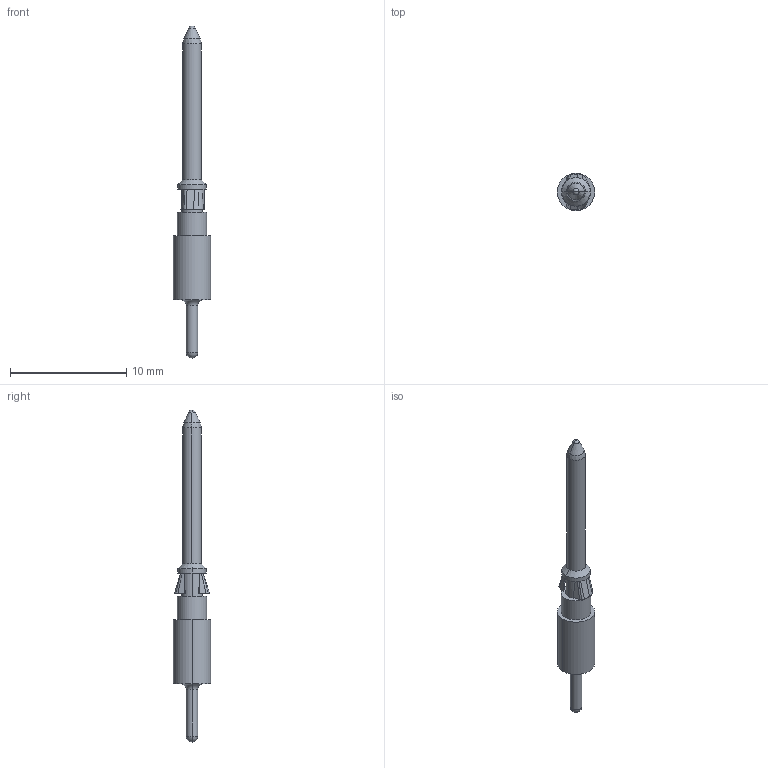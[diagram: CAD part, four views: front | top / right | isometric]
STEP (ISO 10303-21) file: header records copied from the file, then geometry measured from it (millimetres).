
FILE_DESCRIPTION(/* description */ (''),/* implementation_level */ '2;1');
FILE_NAME(/* name */ '3D_1010171140002_CDSM-P1.0S_V1.0_stp.stp',/* time_stamp */ '2023-12-12T13:02:32+08:00',/* author */ (''),/* organization */ (''),/* preprocessor_version */ 'ST-DEVELOPER v18.1',/* originating_system */ 'SIEMENS PLM Software NX 1980',/* authorisation */ '');
FILE_SCHEMA (('AUTOMOTIVE_DESIGN { 1 0 10303 214 3 1 1 1 }'));
Length unit declared in the file: millimetre
Products named in the file (1): 3D_1010171140002_CDSM-P1.0S_V1.0_stp
Bounding box: 3.2 x 3.2 x 28.5 mm (x, y, z)
Volume: 91.4 mm3; surface area: 210.3 mm2
Topology: 1 solids, 2 shells, 81 faces, 200 edges, 121 vertices
Faces by surface type: cylinder 43, cone 16, plane 11, bspline 5, sphere 4, torus 2
Full cylindrical faces by diameter (mm): 0.9 x1, 2.52 x1
Entity records: 2636 total; most frequent: CARTESIAN_POINT 937, ORIENTED_EDGE 396, DIRECTION 271, EDGE_CURVE 198, VERTEX_POINT 125, B_SPLINE_CURVE_WITH_KNOTS 124, AXIS2_PLACEMENT_3D 120, EDGE_LOOP 85
